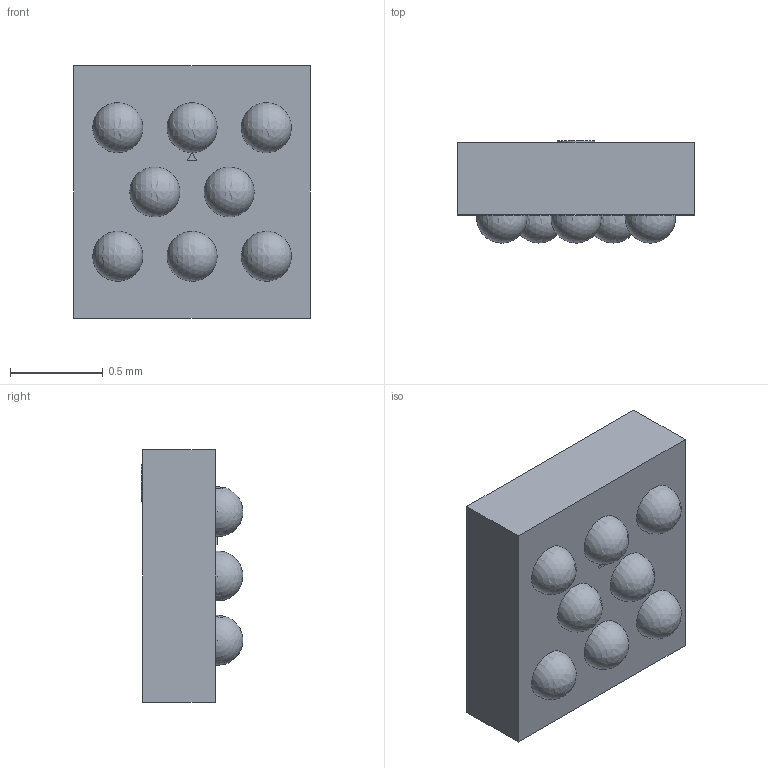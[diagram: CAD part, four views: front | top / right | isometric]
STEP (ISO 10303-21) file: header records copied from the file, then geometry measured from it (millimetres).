
FILE_DESCRIPTION(/* description */ (''),/* implementation_level */ '2;1');
FILE_NAME(/* name */ 'M24256-DFCS6TPK v2 v1.step',/* time_stamp */ '2017-09-21T09:13:35+02:00',/* author */ (''),/* organization */ (''),/* preprocessor_version */ 'ST-DEVELOPER v16.13',/* originating_system */ 'Autodesk Translation Framework v6.1.1.50',/* authorisation */ '');
FILE_SCHEMA (('AUTOMOTIVE_DESIGN { 1 0 10303 214 3 1 1 }'));
Length unit declared in the file: millimetre
Products named in the file (1): M24256-DFCS6TPK v2 v1
Bounding box: 1.27 x 0.55 x 1.36 mm (x, y, z)
Volume: 0.7 mm3; surface area: 6.1 mm2
Topology: 3 solids, 3 shells, 28 faces, 68 edges, 48 vertices
Faces by surface type: plane 18, sphere 8, cylinder 2
Full cylindrical faces by diameter (mm): 0.2 x2
Entity records: 676 total; most frequent: DIRECTION 112, CARTESIAN_POINT 103, ORIENTED_EDGE 84, EDGE_CURVE 42, AXIS2_PLACEMENT_3D 41, EDGE_LOOP 40, VERTEX_POINT 32, LINE 30
